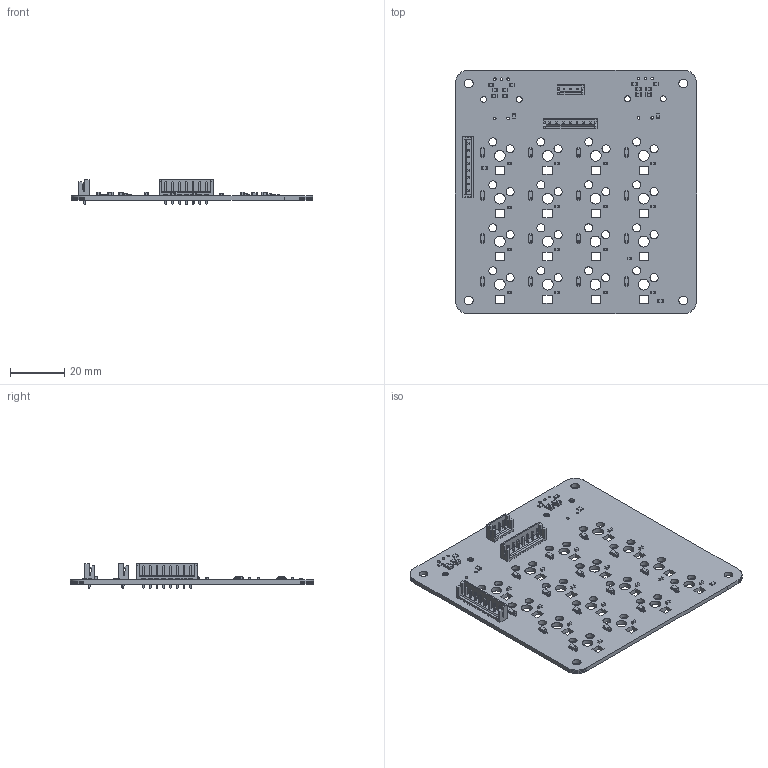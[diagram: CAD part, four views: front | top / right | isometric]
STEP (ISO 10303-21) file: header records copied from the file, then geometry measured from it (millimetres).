
FILE_DESCRIPTION(('KiCad electronic assembly'),'2;1');
FILE_NAME('MatrixPCB1.step','2023-11-05T15:53:02',('Pcbnew'),('Kicad'), 'Open CASCADE STEP processor 7.6','KiCad to STEP converter','Unknown' );
FILE_SCHEMA(('AUTOMOTIVE_DESIGN { 1 0 10303 214 1 1 1 1 }'));
Length unit declared in the file: millimetre
Products named in the file (16): MatrixPCB1 1; C_0603_1608Metric; SOLID; C_0805_2012Metric; R_0805_2012Metric; D_SOD-123; JST_EH_B8B-EH-A_1x08_P2.50mm_Vertical; JST_EH_B3B-EH-A_1x03_P2.50mm_Vertical; JST_EH_B7B-EH-A_1x07_P2.50mm_Vertical; PCB
Assembly tree (59 placements, depth 3):
  MatrixPCB1 1
    C_0603_1608Metric  x16
      SOLID
    C_0805_2012Metric  x4
      SOLID
    R_0805_2012Metric  x12
      SOLID
    D_SOD-123  x16
      SOLID
    JST_EH_B8B-EH-A_1x08_P2.50mm_Vertical
      SOLID
    JST_EH_B3B-EH-A_1x03_P2.50mm_Vertical
      SOLID
    JST_EH_B7B-EH-A_1x07_P2.50mm_Vertical
      SOLID
    PCB
Bounding box: 89.2 x 90 x 9.2 mm (x, y, z)
Volume: 12340.8 mm3; surface area: 18820.1 mm2
Topology: 52 solids, 52 shells, 2814 faces, 7110 edges, 4492 vertices
Faces by surface type: plane 1854, cylinder 544, bspline 416
Full cylindrical faces by diameter (mm): 0.95 x18, 1 x10, 3 x32, 3.2 x4, 3.988 x16
Entity records: 72789 total; most frequent: CARTESIAN_POINT 12425, DIRECTION 10244, LINE 7618, VECTOR 7618, ORIENTED_EDGE 5452, PCURVE 5452, DEFINITIONAL_REPRESENTATION 5452, EDGE_CURVE 2726
